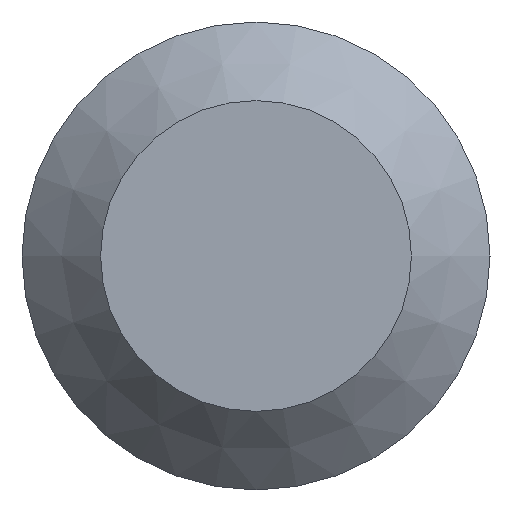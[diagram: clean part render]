
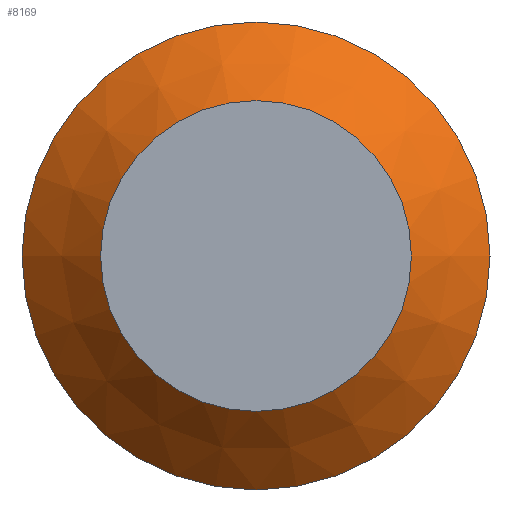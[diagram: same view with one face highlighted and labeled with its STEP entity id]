
A CAD part, left-side view. The second image highlights one B-rep face of the part: STEP entity #8169.
In plain terms, the highlighted conical face has half-angle 45 degrees and reference radius 3.32 mm.
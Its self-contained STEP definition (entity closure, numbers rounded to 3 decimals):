
#3267 = DIRECTION ( 'NONE',  ( -1., 0., 0. ) ) ;
#3386 = DIRECTION ( 'NONE',  ( 0., 1., 0. ) ) ;
#3892 = EDGE_LOOP ( 'NONE', ( #13279 ) ) ;
#5481 = DIRECTION ( 'NONE',  ( -1., 0., 0. ) ) ;
#6750 = AXIS2_PLACEMENT_3D ( 'NONE', #15288, #15341, #3386 ) ;
#7196 = DIRECTION ( 'NONE',  ( 0., -1., 0. ) ) ;
#7430 = VERTEX_POINT ( 'NONE', #14529 ) ;
#8169 = ADVANCED_FACE ( 'NONE', ( #15950, #8500 ), #12649, .T. ) ;
#8201 = DIRECTION ( 'NONE',  ( 0., -1., 0. ) ) ;
#8500 = FACE_BOUND ( 'NONE', #10641, .T. ) ;
#9176 = ORIENTED_EDGE ( 'NONE', *, *, #13308, .F. ) ;
#9400 = CARTESIAN_POINT ( 'NONE',  ( 0., -3.32, 0. ) ) ;
#9981 = CIRCLE ( 'NONE', #17078, 3.32 ) ;
#10480 = CIRCLE ( 'NONE', #13630, 5. ) ;
#10641 = EDGE_LOOP ( 'NONE', ( #9176 ) ) ;
#10792 = EDGE_CURVE ( 'NONE', #7430, #7430, #10480, .T. ) ;
#10986 = CARTESIAN_POINT ( 'NONE',  ( 1.68, 0., 0. ) ) ;
#12649 = CONICAL_SURFACE ( 'NONE', #6750, 3.32, 0.785 ) ;
#13279 = ORIENTED_EDGE ( 'NONE', *, *, #10792, .T. ) ;
#13308 = EDGE_CURVE ( 'NONE', #15296, #15296, #9981, .T. ) ;
#13630 = AXIS2_PLACEMENT_3D ( 'NONE', #10986, #3267, #7196 ) ;
#14529 = CARTESIAN_POINT ( 'NONE',  ( 1.68, -5., 0. ) ) ;
#14834 = CARTESIAN_POINT ( 'NONE',  ( 0., 0., 0. ) ) ;
#15288 = CARTESIAN_POINT ( 'NONE',  ( 0., 0., 0. ) ) ;
#15296 = VERTEX_POINT ( 'NONE', #9400 ) ;
#15341 = DIRECTION ( 'NONE',  ( 1., 0., 0. ) ) ;
#15950 = FACE_OUTER_BOUND ( 'NONE', #3892, .T. ) ;
#17078 = AXIS2_PLACEMENT_3D ( 'NONE', #14834, #5481, #8201 ) ;
